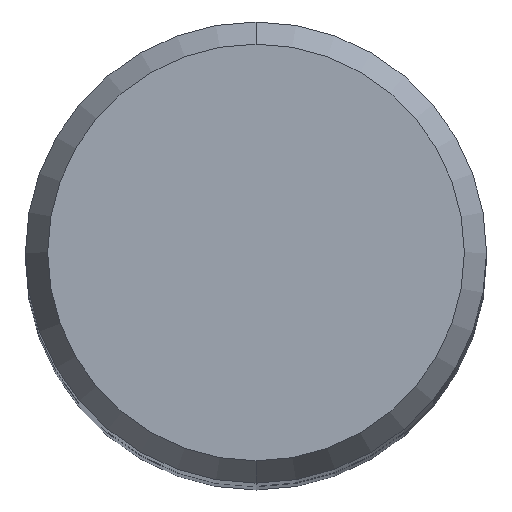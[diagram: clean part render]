
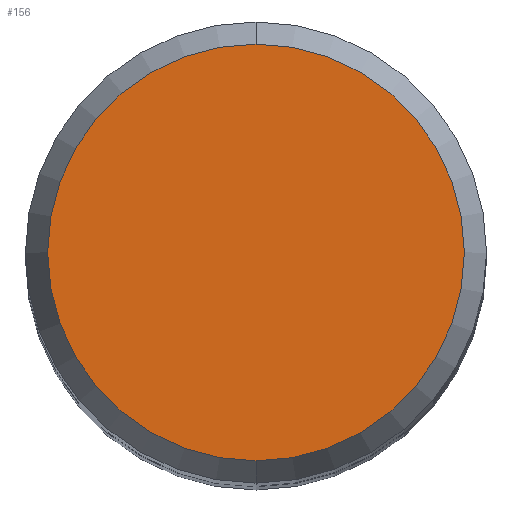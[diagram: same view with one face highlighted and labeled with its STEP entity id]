
A CAD part, top view. The second image highlights one B-rep face of the part: STEP entity #156.
In plain terms, the highlighted planar face has unit normal (0, 0, 1).
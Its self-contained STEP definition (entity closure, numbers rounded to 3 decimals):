
#104=VERTEX_POINT('',#229);
#112=EDGE_CURVE('',#104,#178,#237,.T.);
#156=ADVANCED_FACE('',(#288),#289,.T.);
#172=EDGE_CURVE('',#178,#104,#306,.T.);
#178=VERTEX_POINT('',#313);
#229=CARTESIAN_POINT('',(0.,-4.304,0.01));
#237=CIRCLE('',#373,4.304);
#288=FACE_OUTER_BOUND('',#435,.T.);
#289=PLANE('',#436);
#306=CIRCLE('',#458,4.304);
#313=CARTESIAN_POINT('',(0.0,4.304,0.01));
#373=AXIS2_PLACEMENT_3D('',#515,#516,#517);
#435=EDGE_LOOP('',(#587,#588));
#436=AXIS2_PLACEMENT_3D('',#589,#590,#591);
#458=AXIS2_PLACEMENT_3D('',#607,#608,#609);
#515=CARTESIAN_POINT('',(0.0,0.0,0.01));
#516=DIRECTION('',(0.0,0.0,-1.0));
#517=DIRECTION('',(0.0,1.0,0.0));
#587=ORIENTED_EDGE('',*,*,#172,.F.);
#588=ORIENTED_EDGE('',*,*,#112,.F.);
#589=CARTESIAN_POINT('',(0.0,2.152,0.01));
#590=DIRECTION('',(-0.0,0.0,1.0));
#591=DIRECTION('',(0.0,-1.0,0.0));
#607=CARTESIAN_POINT('',(0.0,0.0,0.01));
#608=DIRECTION('',(0.0,0.0,-1.0));
#609=DIRECTION('',(0.0,1.0,0.0));
